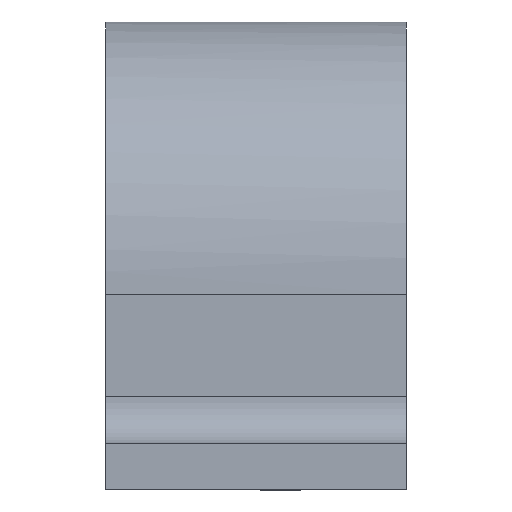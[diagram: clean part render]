
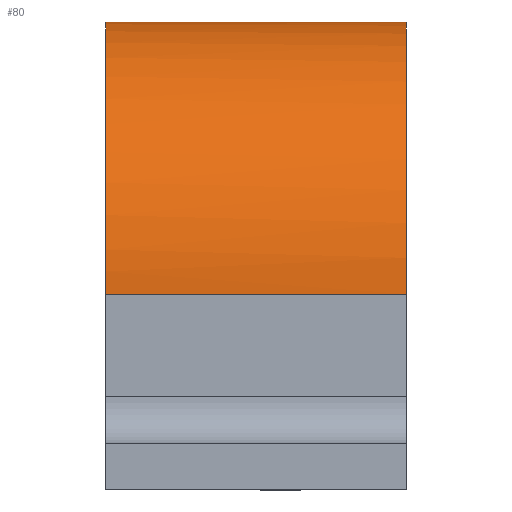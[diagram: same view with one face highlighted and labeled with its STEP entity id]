
A CAD part, left-side view. The second image highlights one B-rep face of the part: STEP entity #80.
In plain terms, the highlighted free-form (B-spline) face has degree [3, 1] with [4, 2] control points.
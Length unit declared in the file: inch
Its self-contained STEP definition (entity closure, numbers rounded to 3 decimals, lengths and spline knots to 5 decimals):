
#80=ADVANCED_FACE('',(#194),#195,.T.);
#194=FACE_OUTER_BOUND('',#349,.T.);
#195=B_SPLINE_SURFACE_WITH_KNOTS('',3,1,((#350,#351),(#352,#353),(#354,#355),(#356,#357)),.UNSPECIFIED.,.F.,.F.,.F.,(4,4),(2,2),(0.0,1.0),(0.0,1.625),.UNSPECIFIED.);
#349=EDGE_LOOP('',(#657,#658,#659,#660));
#350=CARTESIAN_POINT('',(2.85943,1.625,2.52768));
#351=CARTESIAN_POINT('',(2.85943,0.,2.52768));
#352=CARTESIAN_POINT('',(2.04802,1.625,2.52768));
#353=CARTESIAN_POINT('',(2.04802,0.,2.52768));
#354=CARTESIAN_POINT('',(1.39023,1.625,1.86989));
#355=CARTESIAN_POINT('',(1.39023,0.,1.86989));
#356=CARTESIAN_POINT('',(1.39023,1.625,1.05846));
#357=CARTESIAN_POINT('',(1.39023,0.,1.05846));
#657=ORIENTED_EDGE('',*,*,#888,.T.);
#658=ORIENTED_EDGE('',*,*,#889,.F.);
#659=ORIENTED_EDGE('',*,*,#890,.T.);
#660=ORIENTED_EDGE('',*,*,#891,.T.);
#888=EDGE_CURVE('',#995,#996,#997,.T.);
#889=EDGE_CURVE('',#998,#996,#999,.T.);
#890=EDGE_CURVE('',#998,#1000,#1001,.T.);
#891=EDGE_CURVE('',#1000,#995,#1002,.T.);
#995=VERTEX_POINT('',#1154);
#996=VERTEX_POINT('',#1155);
#997=B_SPLINE_CURVE_WITH_KNOTS('',3,(#1156,#1157,#1158,#1159),.UNSPECIFIED.,.F.,.F.,(4,4),(-1.0,-0.0),.UNSPECIFIED.);
#998=VERTEX_POINT('',#1160);
#999=LINE('',#1161,#1162);
#1000=VERTEX_POINT('',#1163);
#1001=B_SPLINE_CURVE_WITH_KNOTS('',3,(#1164,#1165,#1166,#1167),.UNSPECIFIED.,.F.,.F.,(4,4),(0.0,1.0),.UNSPECIFIED.);
#1002=LINE('',#1168,#1169);
#1154=CARTESIAN_POINT('',(1.39023,0.,1.05846));
#1155=CARTESIAN_POINT('',(2.85943,0.,2.52768));
#1156=CARTESIAN_POINT('',(1.39023,0.,1.05846));
#1157=CARTESIAN_POINT('',(1.39023,0.,1.86989));
#1158=CARTESIAN_POINT('',(2.04802,0.,2.52768));
#1159=CARTESIAN_POINT('',(2.85943,0.,2.52768));
#1160=CARTESIAN_POINT('',(2.85943,1.625,2.52768));
#1161=CARTESIAN_POINT('',(2.85943,1.625,2.52768));
#1162=VECTOR('',#1454,1.0);
#1163=CARTESIAN_POINT('',(1.39023,1.625,1.05846));
#1164=CARTESIAN_POINT('',(2.85943,1.625,2.52768));
#1165=CARTESIAN_POINT('',(2.04802,1.625,2.52768));
#1166=CARTESIAN_POINT('',(1.39023,1.625,1.86989));
#1167=CARTESIAN_POINT('',(1.39023,1.625,1.05846));
#1168=CARTESIAN_POINT('',(1.39023,1.625,1.05846));
#1169=VECTOR('',#1455,1.0);
#1454=DIRECTION('',(0.0,-1.0,0.0));
#1455=DIRECTION('',(0.0,-1.0,0.0));
